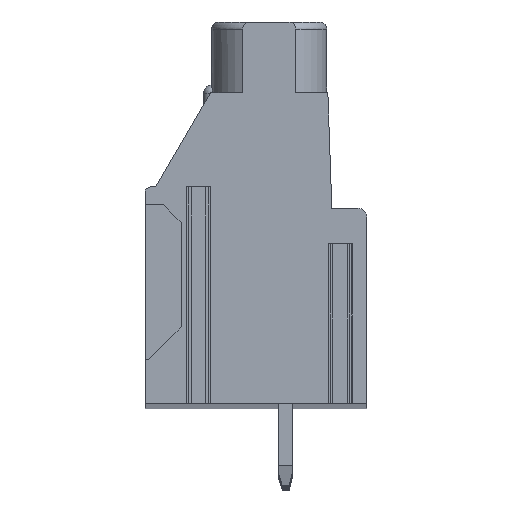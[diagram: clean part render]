
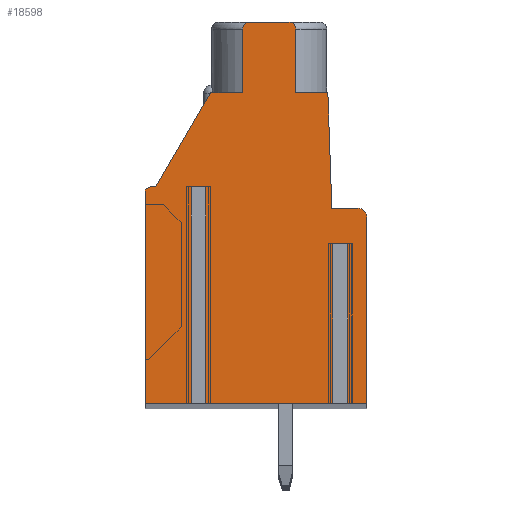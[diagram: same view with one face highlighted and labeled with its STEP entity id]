
A CAD part, top view. The second image highlights one B-rep face of the part: STEP entity #18598.
In plain terms, the highlighted planar face has unit normal (0, 0, 1).
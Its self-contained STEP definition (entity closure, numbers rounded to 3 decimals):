
#27=DIRECTION('',(-1.,0.,0.));
#28=VECTOR('',#27,0.82);
#29=CARTESIAN_POINT('',(-2.09,1.2,163.83));
#30=LINE('',#29,#28);
#31=DIRECTION('',(0.,1.,0.));
#32=VECTOR('',#31,12.2);
#33=CARTESIAN_POINT('',(-2.91,-11.,163.83));
#34=LINE('',#33,#32);
#35=DIRECTION('',(1.,0.,0.));
#36=VECTOR('',#35,2.59);
#37=CARTESIAN_POINT('',(-5.5,-11.,163.83));
#38=LINE('',#37,#36);
#39=DIRECTION('',(0.,-1.,0.));
#40=VECTOR('',#39,11.9);
#41=CARTESIAN_POINT('',(-5.5,0.9,163.83));
#42=LINE('',#41,#40);
#43=CARTESIAN_POINT('',(-5.2,0.9,163.83));
#44=DIRECTION('',(0.,0.,1.));
#45=DIRECTION('',(0.,1.,0.));
#46=AXIS2_PLACEMENT_3D('',#43,#44,#45);
#48=DIRECTION('',(-1.,0.,0.));
#49=VECTOR('',#48,0.3);
#50=CARTESIAN_POINT('',(-4.9,1.2,163.83));
#51=LINE('',#50,#49);
#52=DIRECTION('',(-0.505,-0.863,0.));
#53=VECTOR('',#52,6.14);
#54=CARTESIAN_POINT('',(-1.8,6.5,163.83));
#55=LINE('',#54,#53);
#56=DIRECTION('',(-1.,0.,0.));
#57=VECTOR('',#56,1.8);
#58=CARTESIAN_POINT('',(0.,6.5,163.83));
#59=LINE('',#58,#57);
#60=DIRECTION('',(0.,-1.,0.));
#61=VECTOR('',#60,3.6);
#62=CARTESIAN_POINT('',(0.,10.1,163.83));
#63=LINE('',#62,#61);
#64=CARTESIAN_POINT('',(0.4,10.1,163.83));
#65=DIRECTION('',(0.,0.,1.));
#66=DIRECTION('',(0.,1.,0.));
#67=AXIS2_PLACEMENT_3D('',#64,#65,#66);
#69=DIRECTION('',(-1.,0.,0.));
#70=VECTOR('',#69,2.2);
#71=CARTESIAN_POINT('',(2.6,10.5,163.83));
#72=LINE('',#71,#70);
#73=CARTESIAN_POINT('',(2.6,10.1,163.83));
#74=DIRECTION('',(0.,0.,1.));
#75=DIRECTION('',(1.,0.,0.));
#76=AXIS2_PLACEMENT_3D('',#73,#74,#75);
#78=DIRECTION('',(0.,1.,0.));
#79=VECTOR('',#78,3.6);
#80=CARTESIAN_POINT('',(3.,6.5,163.83));
#81=LINE('',#80,#79);
#82=DIRECTION('',(-1.,0.,0.));
#83=VECTOR('',#82,1.8);
#84=CARTESIAN_POINT('',(4.8,6.5,163.83));
#85=LINE('',#84,#83);
#86=DIRECTION('',(-0.035,0.999,0.));
#87=VECTOR('',#86,6.504);
#88=CARTESIAN_POINT('',(5.027,0.,163.83));
#89=LINE('',#88,#87);
#90=DIRECTION('',(-1.,0.,0.));
#91=VECTOR('',#90,1.473);
#92=CARTESIAN_POINT('',(6.5,0.,163.83));
#93=LINE('',#92,#91);
#94=CARTESIAN_POINT('',(6.5,-0.5,163.83));
#95=DIRECTION('',(0.,0.,1.));
#96=DIRECTION('',(1.,0.,0.));
#97=AXIS2_PLACEMENT_3D('',#94,#95,#96);
#99=DIRECTION('',(0.,1.,0.));
#100=VECTOR('',#99,10.5);
#101=CARTESIAN_POINT('',(7.,-11.,163.83));
#102=LINE('',#101,#100);
#103=DIRECTION('',(1.,0.,0.));
#104=VECTOR('',#103,1.09);
#105=CARTESIAN_POINT('',(5.91,-11.,163.83));
#106=LINE('',#105,#104);
#107=DIRECTION('',(0.,1.,0.));
#108=VECTOR('',#107,9.);
#109=CARTESIAN_POINT('',(5.91,-11.,163.83));
#110=LINE('',#109,#108);
#111=DIRECTION('',(-1.,0.,0.));
#112=VECTOR('',#111,0.82);
#113=CARTESIAN_POINT('',(5.91,-2.,163.83));
#114=LINE('',#113,#112);
#115=DIRECTION('',(0.,1.,0.));
#116=VECTOR('',#115,9.);
#117=CARTESIAN_POINT('',(5.09,-11.,163.83));
#118=LINE('',#117,#116);
#119=DIRECTION('',(1.,0.,0.));
#120=VECTOR('',#119,7.18);
#121=CARTESIAN_POINT('',(-2.09,-11.,163.83));
#122=LINE('',#121,#120);
#123=DIRECTION('',(0.,1.,0.));
#124=VECTOR('',#123,12.2);
#125=CARTESIAN_POINT('',(-2.09,-11.,163.83));
#126=LINE('',#125,#124);
#14685=CARTESIAN_POINT('',(7.,-11.,163.83));
#14686=CARTESIAN_POINT('',(7.,-0.5,163.83));
#14687=VERTEX_POINT('',#14685);
#14688=VERTEX_POINT('',#14686);
#14689=CARTESIAN_POINT('',(6.5,0.,163.83));
#14690=VERTEX_POINT('',#14689);
#14691=CARTESIAN_POINT('',(5.027,0.,163.83));
#14692=VERTEX_POINT('',#14691);
#14693=CARTESIAN_POINT('',(4.8,6.5,163.83));
#14694=VERTEX_POINT('',#14693);
#14695=CARTESIAN_POINT('',(3.,6.5,163.83));
#14696=VERTEX_POINT('',#14695);
#14697=CARTESIAN_POINT('',(3.,10.1,163.83));
#14698=VERTEX_POINT('',#14697);
#14699=CARTESIAN_POINT('',(2.6,10.5,163.83));
#14700=VERTEX_POINT('',#14699);
#14701=CARTESIAN_POINT('',(0.4,10.5,163.83));
#14702=VERTEX_POINT('',#14701);
#14703=CARTESIAN_POINT('',(0.,10.1,163.83));
#14704=VERTEX_POINT('',#14703);
#14705=CARTESIAN_POINT('',(0.,6.5,163.83));
#14706=VERTEX_POINT('',#14705);
#14707=CARTESIAN_POINT('',(-1.8,6.5,163.83));
#14708=VERTEX_POINT('',#14707);
#14709=CARTESIAN_POINT('',(-4.9,1.2,163.83));
#14710=VERTEX_POINT('',#14709);
#14711=CARTESIAN_POINT('',(-5.2,1.2,163.83));
#14712=VERTEX_POINT('',#14711);
#14713=CARTESIAN_POINT('',(-5.5,0.9,163.83));
#14714=VERTEX_POINT('',#14713);
#14715=CARTESIAN_POINT('',(-5.5,-11.,163.83));
#14716=VERTEX_POINT('',#14715);
#14837=CARTESIAN_POINT('',(5.91,-2.,163.83));
#14838=CARTESIAN_POINT('',(5.09,-2.,163.83));
#14839=VERTEX_POINT('',#14837);
#14840=VERTEX_POINT('',#14838);
#14841=CARTESIAN_POINT('',(5.09,-11.,163.83));
#14842=VERTEX_POINT('',#14841);
#14843=CARTESIAN_POINT('',(5.91,-11.,163.83));
#14844=VERTEX_POINT('',#14843);
#14861=CARTESIAN_POINT('',(-2.09,1.2,163.83));
#14862=CARTESIAN_POINT('',(-2.91,1.2,163.83));
#14863=VERTEX_POINT('',#14861);
#14864=VERTEX_POINT('',#14862);
#14865=CARTESIAN_POINT('',(-2.09,-11.,163.83));
#14866=VERTEX_POINT('',#14865);
#14867=CARTESIAN_POINT('',(-2.91,-11.,163.83));
#14868=VERTEX_POINT('',#14867);
#18543=CARTESIAN_POINT('',(0.,0.,163.83));
#18544=DIRECTION('',(0.,0.,1.));
#18545=DIRECTION('',(1.,0.,0.));
#18546=AXIS2_PLACEMENT_3D('',#18543,#18544,#18545);
#18547=PLANE('',#18546);
#18549=ORIENTED_EDGE('',*,*,#18548,.T.);
#18551=ORIENTED_EDGE('',*,*,#18550,.F.);
#18553=ORIENTED_EDGE('',*,*,#18552,.F.);
#18555=ORIENTED_EDGE('',*,*,#18554,.F.);
#18557=ORIENTED_EDGE('',*,*,#18556,.F.);
#18559=ORIENTED_EDGE('',*,*,#18558,.F.);
#18561=ORIENTED_EDGE('',*,*,#18560,.F.);
#18563=ORIENTED_EDGE('',*,*,#18562,.F.);
#18565=ORIENTED_EDGE('',*,*,#18564,.F.);
#18567=ORIENTED_EDGE('',*,*,#18566,.F.);
#18569=ORIENTED_EDGE('',*,*,#18568,.F.);
#18571=ORIENTED_EDGE('',*,*,#18570,.F.);
#18573=ORIENTED_EDGE('',*,*,#18572,.F.);
#18575=ORIENTED_EDGE('',*,*,#18574,.F.);
#18577=ORIENTED_EDGE('',*,*,#18576,.F.);
#18579=ORIENTED_EDGE('',*,*,#18578,.F.);
#18581=ORIENTED_EDGE('',*,*,#18580,.F.);
#18583=ORIENTED_EDGE('',*,*,#18582,.F.);
#18585=ORIENTED_EDGE('',*,*,#18584,.F.);
#18587=ORIENTED_EDGE('',*,*,#18586,.T.);
#18589=ORIENTED_EDGE('',*,*,#18588,.T.);
#18591=ORIENTED_EDGE('',*,*,#18590,.F.);
#18593=ORIENTED_EDGE('',*,*,#18592,.F.);
#18595=ORIENTED_EDGE('',*,*,#18594,.T.);
#18596=EDGE_LOOP('',(#18549,#18551,#18553,#18555,#18557,#18559,#18561,#18563,
#18565,#18567,#18569,#18571,#18573,#18575,#18577,#18579,#18581,#18583,#18585,
#18587,#18589,#18591,#18593,#18595));
#18597=FACE_OUTER_BOUND('',#18596,.F.);
#47=CIRCLE('',#46,0.3);
#68=CIRCLE('',#67,0.4);
#77=CIRCLE('',#76,0.4);
#98=CIRCLE('',#97,0.5);
#18548=EDGE_CURVE('',#14863,#14864,#30,.T.);
#18550=EDGE_CURVE('',#14868,#14864,#34,.T.);
#18552=EDGE_CURVE('',#14716,#14868,#38,.T.);
#18554=EDGE_CURVE('',#14714,#14716,#42,.T.);
#18556=EDGE_CURVE('',#14712,#14714,#47,.T.);
#18558=EDGE_CURVE('',#14710,#14712,#51,.T.);
#18560=EDGE_CURVE('',#14708,#14710,#55,.T.);
#18562=EDGE_CURVE('',#14706,#14708,#59,.T.);
#18564=EDGE_CURVE('',#14704,#14706,#63,.T.);
#18566=EDGE_CURVE('',#14702,#14704,#68,.T.);
#18568=EDGE_CURVE('',#14700,#14702,#72,.T.);
#18570=EDGE_CURVE('',#14698,#14700,#77,.T.);
#18572=EDGE_CURVE('',#14696,#14698,#81,.T.);
#18574=EDGE_CURVE('',#14694,#14696,#85,.T.);
#18576=EDGE_CURVE('',#14692,#14694,#89,.T.);
#18578=EDGE_CURVE('',#14690,#14692,#93,.T.);
#18580=EDGE_CURVE('',#14688,#14690,#98,.T.);
#18582=EDGE_CURVE('',#14687,#14688,#102,.T.);
#18584=EDGE_CURVE('',#14844,#14687,#106,.T.);
#18586=EDGE_CURVE('',#14844,#14839,#110,.T.);
#18588=EDGE_CURVE('',#14839,#14840,#114,.T.);
#18590=EDGE_CURVE('',#14842,#14840,#118,.T.);
#18592=EDGE_CURVE('',#14866,#14842,#122,.T.);
#18594=EDGE_CURVE('',#14866,#14863,#126,.T.);
#18598=ADVANCED_FACE('',(#18597),#18547,.T.);
